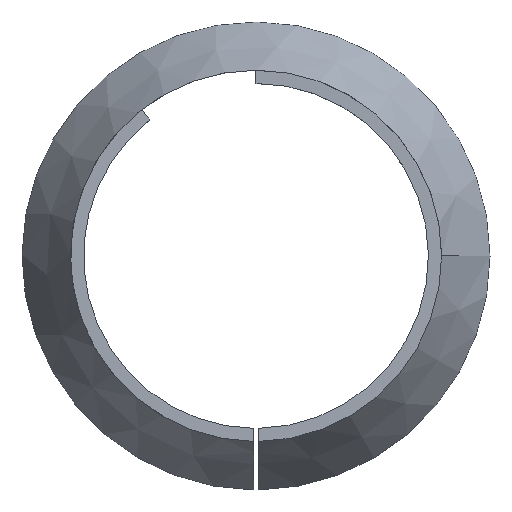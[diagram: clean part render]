
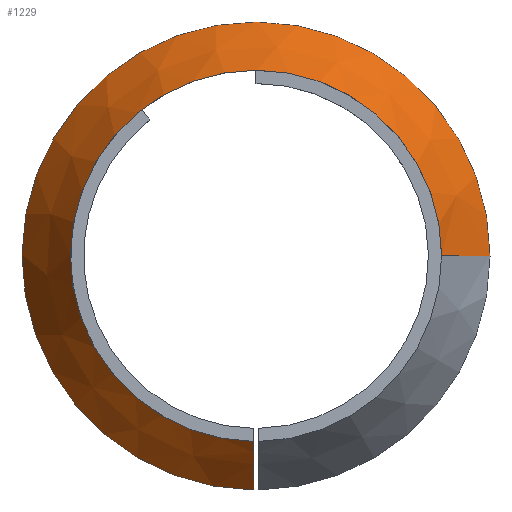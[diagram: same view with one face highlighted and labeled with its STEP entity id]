
A CAD part, top view. The second image highlights one B-rep face of the part: STEP entity #1229.
In plain terms, the highlighted conical face has half-angle 30.069 degrees and reference radius 26.6 mm.
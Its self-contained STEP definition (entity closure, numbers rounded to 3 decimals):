
#345 = PLANE('',#346);
#346 = AXIS2_PLACEMENT_3D('',#347,#348,#349);
#347 = CARTESIAN_POINT('',(-0.25,0.,0.));
#348 = DIRECTION('',(-1.,0.,0.));
#349 = DIRECTION('',(0.,0.,1.));
#460 = CONICAL_SURFACE('',#461,26.6,0.525);
#461 = AXIS2_PLACEMENT_3D('',#462,#463,#464);
#462 = CARTESIAN_POINT('',(0.,0.,0.));
#463 = DIRECTION('',(-0.,0.,-1.));
#464 = DIRECTION('',(1.,0.,0.));
#600 = CYLINDRICAL_SURFACE('',#601,21.1);
#601 = AXIS2_PLACEMENT_3D('',#602,#603,#604);
#602 = CARTESIAN_POINT('',(0.,0.,9.5));
#603 = DIRECTION('',(-0.,0.,-1.));
#604 = DIRECTION('',(1.,0.,0.));
#843 = EDGE_CURVE('',#844,#846,#848,.T.);
#844 = VERTEX_POINT('',#845);
#845 = CARTESIAN_POINT('',(-0.25,-21.099,9.5));
#846 = VERTEX_POINT('',#847);
#847 = CARTESIAN_POINT('',(-0.25,-26.599,0.));
#848 = SURFACE_CURVE('',#849,(#854,#861),.PCURVE_S1.);
#849 = HYPERBOLA('',#850,0.432,0.25);
#850 = AXIS2_PLACEMENT_3D('',#851,#852,#853);
#851 = CARTESIAN_POINT('',(-0.25,0.,45.945));
#852 = DIRECTION('',(-1.,0.,0.));
#853 = DIRECTION('',(0.,0.,-1.));
#854 = PCURVE('',#345,#855);
#855 = DEFINITIONAL_REPRESENTATION('',(#856),#860);
#856 = ( BOUNDED_CURVE() B_SPLINE_CURVE(2,(#857,#858,#859),
.UNSPECIFIED.,.F.,.F.) B_SPLINE_CURVE_WITH_KNOTS((3,3),(5.129,
5.36),.PIECEWISE_BEZIER_KNOTS.) CURVE() 
GEOMETRIC_REPRESENTATION_ITEM() RATIONAL_B_SPLINE_CURVE((1.,
1.007,1.)) REPRESENTATION_ITEM('') );
#857 = CARTESIAN_POINT('',(9.5,-21.099));
#858 = CARTESIAN_POINT('',(5.298,-23.532));
#859 = CARTESIAN_POINT('',(0.,-26.599));
#860 = ( GEOMETRIC_REPRESENTATION_CONTEXT(2) 
PARAMETRIC_REPRESENTATION_CONTEXT() REPRESENTATION_CONTEXT('2D SPACE',''
  ) );
#861 = PCURVE('',#862,#867);
#862 = CONICAL_SURFACE('',#863,26.6,0.525);
#863 = AXIS2_PLACEMENT_3D('',#864,#865,#866);
#864 = CARTESIAN_POINT('',(0.,0.,0.));
#865 = DIRECTION('',(-0.,0.,-1.));
#866 = DIRECTION('',(1.,0.,0.));
#867 = DEFINITIONAL_REPRESENTATION('',(#868),#875);
#868 = B_SPLINE_CURVE_WITH_KNOTS('',5,(#869,#870,#871,#872,#873,#874),
  .UNSPECIFIED.,.F.,.F.,(6,6),(5.129,5.36),
  .PIECEWISE_BEZIER_KNOTS.);
#869 = CARTESIAN_POINT('',(-4.701,-9.5));
#870 = CARTESIAN_POINT('',(-4.701,-7.812));
#871 = CARTESIAN_POINT('',(-4.702,-6.025));
#872 = CARTESIAN_POINT('',(-4.702,-4.134));
#873 = CARTESIAN_POINT('',(-4.703,-2.129));
#874 = CARTESIAN_POINT('',(-4.703,0.));
#875 = ( GEOMETRIC_REPRESENTATION_CONTEXT(2) 
PARAMETRIC_REPRESENTATION_CONTEXT() REPRESENTATION_CONTEXT('2D SPACE',''
  ) );
#954 = SURFACE_OF_REVOLUTION('',#955,#959);
#955 = LINE('',#956,#957);
#956 = CARTESIAN_POINT('',(22.6,0.,0.));
#957 = VECTOR('',#958,1.);
#958 = DIRECTION('',(1.,0.,0.));
#959 = AXIS1_PLACEMENT('',#960,#961);
#960 = CARTESIAN_POINT('',(0.,0.,0.));
#961 = DIRECTION('',(0.,-0.,1.));
#1051 = VERTEX_POINT('',#1052);
#1052 = CARTESIAN_POINT('',(26.6,0.,0.));
#1073 = EDGE_CURVE('',#1051,#1074,#1076,.T.);
#1074 = VERTEX_POINT('',#1075);
#1075 = CARTESIAN_POINT('',(21.1,0.,9.5));
#1076 = SURFACE_CURVE('',#1077,(#1081,#1087),.PCURVE_S1.);
#1077 = LINE('',#1078,#1079);
#1078 = CARTESIAN_POINT('',(26.6,0.,0.));
#1079 = VECTOR('',#1080,1.);
#1080 = DIRECTION('',(-0.501,0.,0.865
    ));
#1081 = PCURVE('',#460,#1082);
#1082 = DEFINITIONAL_REPRESENTATION('',(#1083),#1086);
#1083 = B_SPLINE_CURVE_WITH_KNOTS('',1,(#1084,#1085),.UNSPECIFIED.,.F.,
  .F.,(2,2),(0.,10.977),.PIECEWISE_BEZIER_KNOTS.);
#1084 = CARTESIAN_POINT('',(-6.283,0.));
#1085 = CARTESIAN_POINT('',(-6.283,-9.5));
#1086 = ( GEOMETRIC_REPRESENTATION_CONTEXT(2) 
PARAMETRIC_REPRESENTATION_CONTEXT() REPRESENTATION_CONTEXT('2D SPACE',''
  ) );
#1087 = PCURVE('',#862,#1088);
#1088 = DEFINITIONAL_REPRESENTATION('',(#1089),#1093);
#1089 = LINE('',#1090,#1091);
#1090 = CARTESIAN_POINT('',(-0.,-0.));
#1091 = VECTOR('',#1092,1.);
#1092 = DIRECTION('',(-0.,-1.));
#1093 = ( GEOMETRIC_REPRESENTATION_CONTEXT(2) 
PARAMETRIC_REPRESENTATION_CONTEXT() REPRESENTATION_CONTEXT('2D SPACE',''
  ) );
#1172 = EDGE_CURVE('',#1074,#844,#1173,.T.);
#1173 = SURFACE_CURVE('',#1174,(#1179,#1185),.PCURVE_S1.);
#1174 = CIRCLE('',#1175,21.1);
#1175 = AXIS2_PLACEMENT_3D('',#1176,#1177,#1178);
#1176 = CARTESIAN_POINT('',(0.,0.,9.5));
#1177 = DIRECTION('',(0.,-0.,1.));
#1178 = DIRECTION('',(1.,0.,0.));
#1179 = PCURVE('',#600,#1180);
#1180 = DEFINITIONAL_REPRESENTATION('',(#1181),#1184);
#1181 = B_SPLINE_CURVE_WITH_KNOTS('',1,(#1182,#1183),.UNSPECIFIED.,.F.,
  .F.,(2,2),(0.,6.283),.PIECEWISE_BEZIER_KNOTS.);
#1182 = CARTESIAN_POINT('',(0.,0.));
#1183 = CARTESIAN_POINT('',(-6.283,0.));
#1184 = ( GEOMETRIC_REPRESENTATION_CONTEXT(2) 
PARAMETRIC_REPRESENTATION_CONTEXT() REPRESENTATION_CONTEXT('2D SPACE',''
  ) );
#1185 = PCURVE('',#862,#1186);
#1186 = DEFINITIONAL_REPRESENTATION('',(#1187),#1191);
#1187 = LINE('',#1188,#1189);
#1188 = CARTESIAN_POINT('',(-0.,-9.5));
#1189 = VECTOR('',#1190,1.);
#1190 = DIRECTION('',(-1.,-0.));
#1191 = ( GEOMETRIC_REPRESENTATION_CONTEXT(2) 
PARAMETRIC_REPRESENTATION_CONTEXT() REPRESENTATION_CONTEXT('2D SPACE',''
  ) );
#1229 = ADVANCED_FACE('',(#1230),#862,.T.);
#1230 = FACE_BOUND('',#1231,.T.);
#1231 = EDGE_LOOP('',(#1232,#1253,#1254,#1255));
#1232 = ORIENTED_EDGE('',*,*,#1233,.T.);
#1233 = EDGE_CURVE('',#1051,#846,#1234,.T.);
#1234 = SURFACE_CURVE('',#1235,(#1240,#1246),.PCURVE_S1.);
#1235 = CIRCLE('',#1236,26.6);
#1236 = AXIS2_PLACEMENT_3D('',#1237,#1238,#1239);
#1237 = CARTESIAN_POINT('',(0.,0.,0.));
#1238 = DIRECTION('',(0.,-0.,1.));
#1239 = DIRECTION('',(1.,0.,0.));
#1240 = PCURVE('',#862,#1241);
#1241 = DEFINITIONAL_REPRESENTATION('',(#1242),#1245);
#1242 = B_SPLINE_CURVE_WITH_KNOTS('',1,(#1243,#1244),.UNSPECIFIED.,.F.,
  .F.,(2,2),(0.,6.283),.PIECEWISE_BEZIER_KNOTS.);
#1243 = CARTESIAN_POINT('',(0.,0.));
#1244 = CARTESIAN_POINT('',(-6.283,0.));
#1245 = ( GEOMETRIC_REPRESENTATION_CONTEXT(2) 
PARAMETRIC_REPRESENTATION_CONTEXT() REPRESENTATION_CONTEXT('2D SPACE',''
  ) );
#1246 = PCURVE('',#954,#1247);
#1247 = DEFINITIONAL_REPRESENTATION('',(#1248),#1252);
#1248 = LINE('',#1249,#1250);
#1249 = CARTESIAN_POINT('',(0.,4.));
#1250 = VECTOR('',#1251,1.);
#1251 = DIRECTION('',(1.,0.));
#1252 = ( GEOMETRIC_REPRESENTATION_CONTEXT(2) 
PARAMETRIC_REPRESENTATION_CONTEXT() REPRESENTATION_CONTEXT('2D SPACE',''
  ) );
#1253 = ORIENTED_EDGE('',*,*,#843,.F.);
#1254 = ORIENTED_EDGE('',*,*,#1172,.F.);
#1255 = ORIENTED_EDGE('',*,*,#1073,.F.);
